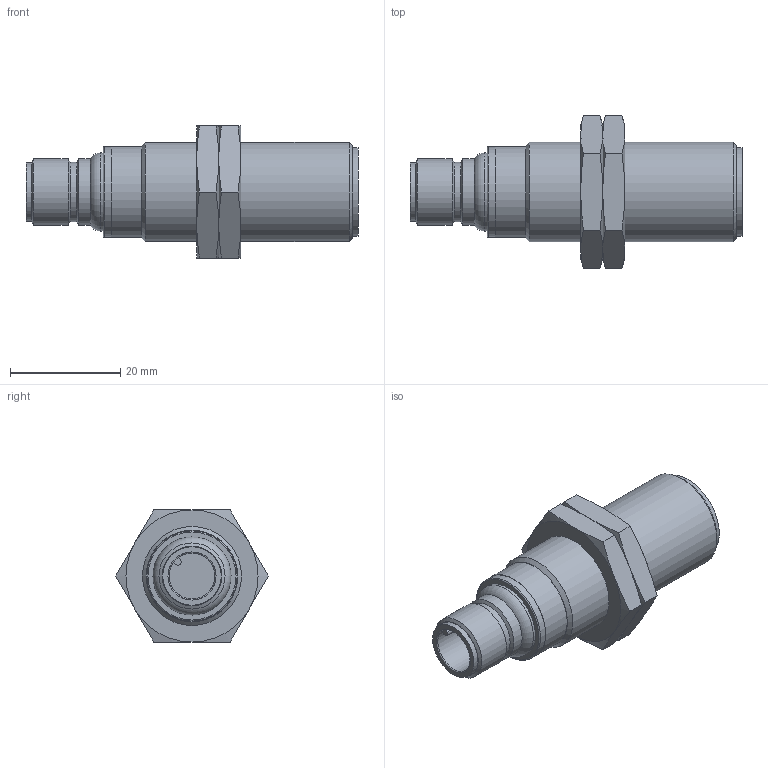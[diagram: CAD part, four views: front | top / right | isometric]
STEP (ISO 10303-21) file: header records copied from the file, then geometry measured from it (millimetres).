
FILE_DESCRIPTION( ( 'STEP AP203' ), ' ' );
FILE_NAME( 'UGT200.stp', '2016-05-18T07:30:11', ( '' ), ( '' ), ' ', 'PARTsolutions', ' ' );
FILE_SCHEMA( ( 'CONFIG_CONTROL_DESIGN' ) );
Length unit declared in the file: millimetre
Products named in the file (3): UGT200; _UGT200_p1; _UGR500_p2
Assembly tree (3 placements, depth 2):
  UGT200
    _UGT200_p1
    _UGR500_p2  x2
Bounding box: 60.3 x 27.71 x 24 mm (x, y, z)
Volume: 14676.4 mm3; surface area: 5872.3 mm2
Topology: 3 solids, 3 shells, 76 faces, 153 edges, 89 vertices
Faces by surface type: cone 33, plane 27, cylinder 13, torus 3
Full cylindrical faces by diameter (mm): 8.35 x1, 10.6 x1, 10.8 x1, 12 x2, 14.2 x1, 16.07 x1, 16.4 x1, 16.5 x1, 16.917 x2, 18 x1
Entity records: 1420 total; most frequent: CARTESIAN_POINT 319, DIRECTION 216, ORIENTED_EDGE 164, AXIS2_PLACEMENT_3D 101, EDGE_LOOP 82, EDGE_CURVE 82, FACE_OUTER_BOUND 67, VERTEX_POINT 60
